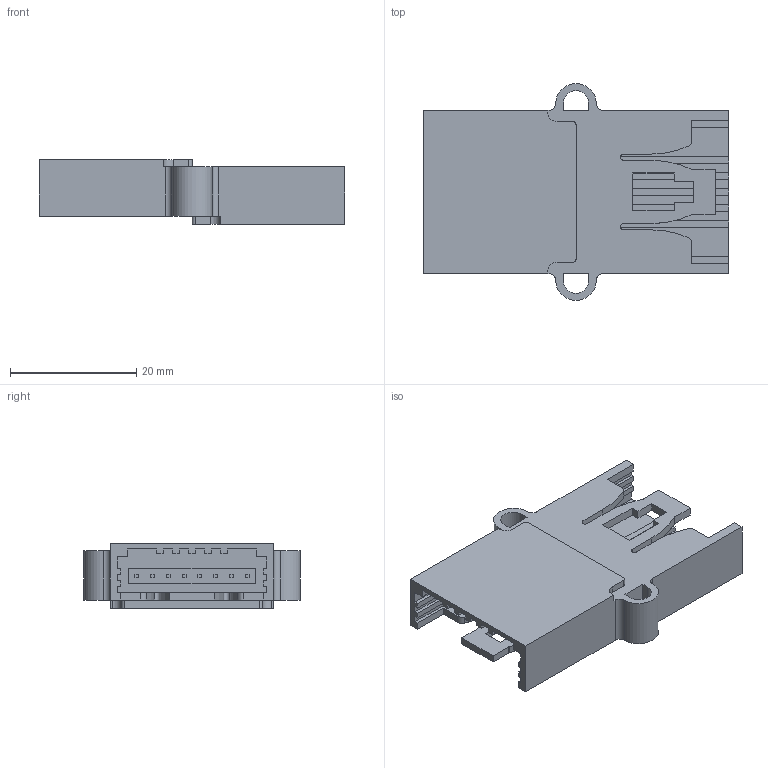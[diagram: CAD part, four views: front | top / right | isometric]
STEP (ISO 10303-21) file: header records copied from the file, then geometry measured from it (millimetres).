
FILE_DESCRIPTION(/* description */ ('STEP AP242','CAx-IF Rec.Pracs.---Representation and Presentation of Product Manufacturing Information (PMI)---4.0---2014-10-13','CAx-IF Rec.Pracs.---3D Tessellated Geometry---0.4---2014-09-14','2;1'),/* implementation_level */ '2;1');
FILE_NAME(/* name */ 'kupplung_swd',/* time_stamp */ '2024-08-19T10:25:01+02:00',/* author */ ('License CC BY-ND 4.0'),/* organization */ ('CADENAS'),/* preprocessor_version */ 'ST-DEVELOPER v19.3',/* originating_system */ 'PARTsolutions',/* authorisation */ ' ');
FILE_SCHEMA (('AP242_MANAGED_MODEL_BASED_3D_ENGINEERING_MIM_LF { 1 0 10303 442 1 1 4 }'));
Length unit declared in the file: millimetre
Products named in the file (1): 116024_(index)
Bounding box: 48.4 x 34.3 x 10.15 mm (x, y, z)
Volume: 3787.1 mm3; surface area: 7369.7 mm2
Topology: 1 solids, 1 shells, 280 faces, 780 edges, 520 vertices
Faces by surface type: plane 244, cylinder 36
Entity records: 8894 total; most frequent: CARTESIAN_POINT 1581, ORIENTED_EDGE 1560, DIRECTION 1414, EDGE_CURVE 780, LINE 708, VECTOR 708, VERTEX_POINT 520, AXIS2_PLACEMENT_3D 353
